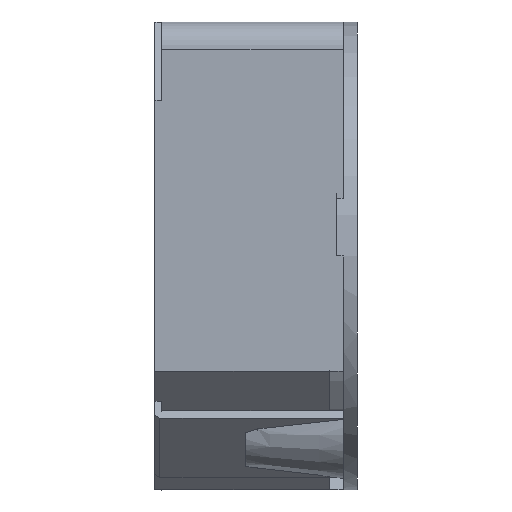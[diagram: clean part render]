
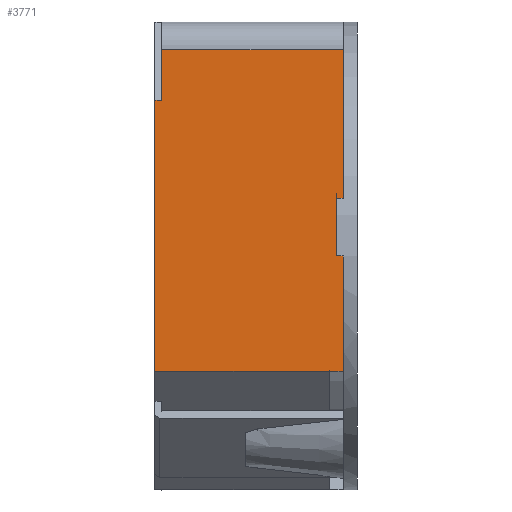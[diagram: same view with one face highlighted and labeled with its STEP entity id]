
A CAD part, left-side view. The second image highlights one B-rep face of the part: STEP entity #3771.
In plain terms, the highlighted planar face has unit normal (-1, 0, 0).
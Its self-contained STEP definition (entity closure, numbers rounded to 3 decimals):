
#56 = CARTESIAN_POINT ( 'NONE',  ( -3.35, 0., 0. ) ) ;
#400 = LINE ( 'NONE', #17087, #11530 ) ;
#596 = CARTESIAN_POINT ( 'NONE',  ( -3.35, -0.054, 0.825 ) ) ;
#908 = VERTEX_POINT ( 'NONE', #9909 ) ;
#988 = LINE ( 'NONE', #12050, #17897 ) ;
#1181 = EDGE_CURVE ( 'NONE', #14098, #11001, #16901, .T. ) ;
#1300 = FACE_OUTER_BOUND ( 'NONE', #13216, .T. ) ;
#1312 = LINE ( 'NONE', #12309, #16967 ) ;
#1712 = DIRECTION ( 'NONE',  ( 0., -1., 0. ) ) ;
#1770 = ORIENTED_EDGE ( 'NONE', *, *, #10949, .F. ) ;
#1807 = EDGE_CURVE ( 'NONE', #13704, #4281, #11689, .T. ) ;
#1895 = EDGE_CURVE ( 'NONE', #4021, #13704, #11916, .T. ) ;
#2012 = CARTESIAN_POINT ( 'NONE',  ( -3.35, 2.6, 3.484 ) ) ;
#2200 = DIRECTION ( 'NONE',  ( 0., 1., 0. ) ) ;
#2534 = LINE ( 'NONE', #7739, #13388 ) ;
#3678 = DIRECTION ( 'NONE',  ( 0., 1., 0. ) ) ;
#3771 = ADVANCED_FACE ( 'NONE', ( #1300 ), #11683, .F. ) ;
#3807 = VERTEX_POINT ( 'NONE', #17244 ) ;
#3989 = DIRECTION ( 'NONE',  ( 0., -1., 0. ) ) ;
#4021 = VERTEX_POINT ( 'NONE', #7827 ) ;
#4281 = VERTEX_POINT ( 'NONE', #56 ) ;
#4669 = DIRECTION ( 'NONE',  ( 0., -1., 0. ) ) ;
#5837 = CARTESIAN_POINT ( 'NONE',  ( -3.35, -0.054, 0. ) ) ;
#5935 = CARTESIAN_POINT ( 'NONE',  ( -3.35, 2.6, 2.229 ) ) ;
#6047 = VECTOR ( 'NONE', #17175, 1000. ) ;
#6351 = CARTESIAN_POINT ( 'NONE',  ( -3.35, 0., 3.401 ) ) ;
#6601 = CARTESIAN_POINT ( 'NONE',  ( -3.35, 0., 0.825 ) ) ;
#6879 = ORIENTED_EDGE ( 'NONE', *, *, #13415, .F. ) ;
#7089 = ORIENTED_EDGE ( 'NONE', *, *, #10859, .F. ) ;
#7097 = VECTOR ( 'NONE', #1712, 1000. ) ;
#7413 = LINE ( 'NONE', #8103, #14383 ) ;
#7570 = DIRECTION ( 'NONE',  ( 0., 0., -1. ) ) ;
#7652 = CARTESIAN_POINT ( 'NONE',  ( -3.35, 0.1, 3.042 ) ) ;
#7739 = CARTESIAN_POINT ( 'NONE',  ( -3.35, -0.054, -1.653 ) ) ;
#7827 = CARTESIAN_POINT ( 'NONE',  ( -3.35, 0.1, 0.825 ) ) ;
#8103 = CARTESIAN_POINT ( 'NONE',  ( -3.35, 2.7, 3.042 ) ) ;
#8156 = EDGE_CURVE ( 'NONE', #4281, #15485, #17837, .T. ) ;
#8786 = CARTESIAN_POINT ( 'NONE',  ( -3.35, 0., -1.653 ) ) ;
#8872 = CARTESIAN_POINT ( 'NONE',  ( -3.35, -0.054, 3.042 ) ) ;
#9154 = DIRECTION ( 'NONE',  ( 0., 0., -1. ) ) ;
#9476 = EDGE_CURVE ( 'NONE', #908, #10454, #17964, .T. ) ;
#9768 = ORIENTED_EDGE ( 'NONE', *, *, #8156, .F. ) ;
#9909 = CARTESIAN_POINT ( 'NONE',  ( -3.35, 2.6, 2.95 ) ) ;
#10124 = CARTESIAN_POINT ( 'NONE',  ( -3.35, 2.7, 2.229 ) ) ;
#10309 = VECTOR ( 'NONE', #7570, 1000. ) ;
#10454 = VERTEX_POINT ( 'NONE', #5935 ) ;
#10808 = ORIENTED_EDGE ( 'NONE', *, *, #17328, .T. ) ;
#10859 = EDGE_CURVE ( 'NONE', #3807, #15532, #7413, .T. ) ;
#10949 = EDGE_CURVE ( 'NONE', #908, #14098, #1312, .T. ) ;
#11001 = VERTEX_POINT ( 'NONE', #6601 ) ;
#11165 = VECTOR ( 'NONE', #2200, 1000. ) ;
#11474 = EDGE_CURVE ( 'NONE', #3807, #15305, #400, .T. ) ;
#11530 = VECTOR ( 'NONE', #4669, 1000. ) ;
#11623 = DIRECTION ( 'NONE',  ( 0., 0., -1. ) ) ;
#11683 = PLANE ( 'NONE',  #14546 ) ;
#11689 = LINE ( 'NONE', #5837, #7097 ) ;
#11916 = LINE ( 'NONE', #7652, #6047 ) ;
#12004 = EDGE_CURVE ( 'NONE', #15485, #15305, #2534, .T. ) ;
#12050 = CARTESIAN_POINT ( 'NONE',  ( -3.35, 2.588, 2.229 ) ) ;
#12128 = DIRECTION ( 'NONE',  ( 0., 0., 1. ) ) ;
#12139 = ORIENTED_EDGE ( 'NONE', *, *, #9476, .T. ) ;
#12162 = ORIENTED_EDGE ( 'NONE', *, *, #1895, .F. ) ;
#12309 = CARTESIAN_POINT ( 'NONE',  ( -3.35, -0.054, 2.95 ) ) ;
#13102 = CARTESIAN_POINT ( 'NONE',  ( -3.35, 0., 3.042 ) ) ;
#13216 = EDGE_LOOP ( 'NONE', ( #6879, #17454, #1770, #12139, #10808, #7089, #14650, #17635, #9768, #13600, #12162 ) ) ;
#13236 = VECTOR ( 'NONE', #13319, 1000. ) ;
#13319 = DIRECTION ( 'NONE',  ( 0., 0., -1. ) ) ;
#13388 = VECTOR ( 'NONE', #3678, 1000. ) ;
#13415 = EDGE_CURVE ( 'NONE', #11001, #4021, #13769, .T. ) ;
#13600 = ORIENTED_EDGE ( 'NONE', *, *, #1807, .F. ) ;
#13618 = DIRECTION ( 'NONE',  ( 0., 1., 0. ) ) ;
#13704 = VERTEX_POINT ( 'NONE', #17993 ) ;
#13769 = LINE ( 'NONE', #596, #11165 ) ;
#14098 = VERTEX_POINT ( 'NONE', #17035 ) ;
#14383 = VECTOR ( 'NONE', #12128, 1000. ) ;
#14546 = AXIS2_PLACEMENT_3D ( 'NONE', #8872, #15510, #11623 ) ;
#14650 = ORIENTED_EDGE ( 'NONE', *, *, #11474, .T. ) ;
#15107 = CARTESIAN_POINT ( 'NONE',  ( -3.35, 0.2, -1.653 ) ) ;
#15129 = VECTOR ( 'NONE', #9154, 1000. ) ;
#15305 = VERTEX_POINT ( 'NONE', #15107 ) ;
#15485 = VERTEX_POINT ( 'NONE', #8786 ) ;
#15510 = DIRECTION ( 'NONE',  ( 1., 0., 0. ) ) ;
#15532 = VERTEX_POINT ( 'NONE', #10124 ) ;
#16901 = LINE ( 'NONE', #6351, #13236 ) ;
#16967 = VECTOR ( 'NONE', #3989, 1000. ) ;
#17035 = CARTESIAN_POINT ( 'NONE',  ( -3.35, 0., 2.95 ) ) ;
#17087 = CARTESIAN_POINT ( 'NONE',  ( -3.35, 0.15, -1.653 ) ) ;
#17175 = DIRECTION ( 'NONE',  ( 0., 0., -1. ) ) ;
#17244 = CARTESIAN_POINT ( 'NONE',  ( -3.35, 2.7, -1.653 ) ) ;
#17328 = EDGE_CURVE ( 'NONE', #10454, #15532, #988, .T. ) ;
#17454 = ORIENTED_EDGE ( 'NONE', *, *, #1181, .F. ) ;
#17635 = ORIENTED_EDGE ( 'NONE', *, *, #12004, .F. ) ;
#17837 = LINE ( 'NONE', #13102, #10309 ) ;
#17897 = VECTOR ( 'NONE', #13618, 1000. ) ;
#17964 = LINE ( 'NONE', #2012, #15129 ) ;
#17993 = CARTESIAN_POINT ( 'NONE',  ( -3.35, 0.1, 0. ) ) ;
